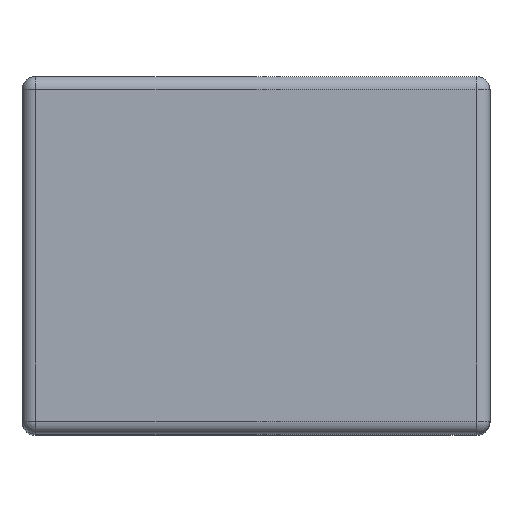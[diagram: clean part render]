
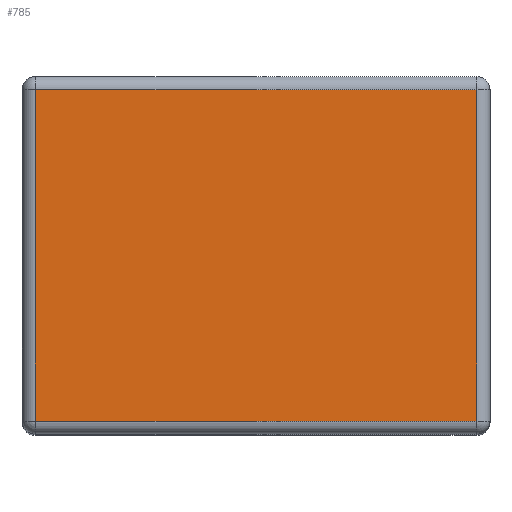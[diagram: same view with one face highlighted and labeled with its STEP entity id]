
A CAD part, top view. The second image highlights one B-rep face of the part: STEP entity #785.
In plain terms, the highlighted planar face has unit normal (0, 0, 1).
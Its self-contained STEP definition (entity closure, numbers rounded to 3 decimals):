
#288 = VERTEX_POINT('',#289);
#289 = CARTESIAN_POINT('',(3.4,-2.55,11.5));
#428 = EDGE_CURVE('',#429,#288,#431,.T.);
#429 = VERTEX_POINT('',#430);
#430 = CARTESIAN_POINT('',(-3.4,-2.55,11.5));
#431 = LINE('',#432,#433);
#432 = CARTESIAN_POINT('',(-3.4,-2.55,11.5));
#433 = VECTOR('',#434,1.);
#434 = DIRECTION('',(1.,0.,0.));
#625 = VERTEX_POINT('',#626);
#626 = CARTESIAN_POINT('',(3.4,2.55,11.5));
#633 = EDGE_CURVE('',#288,#625,#634,.T.);
#634 = LINE('',#635,#636);
#635 = CARTESIAN_POINT('',(3.4,-2.55,11.5));
#636 = VECTOR('',#637,1.);
#637 = DIRECTION('',(0.,1.,0.));
#785 = ADVANCED_FACE('',(#786),#804,.T.);
#786 = FACE_BOUND('',#787,.T.);
#787 = EDGE_LOOP('',(#788,#796,#797,#798));
#788 = ORIENTED_EDGE('',*,*,#789,.F.);
#789 = EDGE_CURVE('',#429,#790,#792,.T.);
#790 = VERTEX_POINT('',#791);
#791 = CARTESIAN_POINT('',(-3.4,2.55,11.5));
#792 = LINE('',#793,#794);
#793 = CARTESIAN_POINT('',(-3.4,-2.55,11.5));
#794 = VECTOR('',#795,1.);
#795 = DIRECTION('',(0.,1.,0.));
#796 = ORIENTED_EDGE('',*,*,#428,.T.);
#797 = ORIENTED_EDGE('',*,*,#633,.T.);
#798 = ORIENTED_EDGE('',*,*,#799,.F.);
#799 = EDGE_CURVE('',#790,#625,#800,.T.);
#800 = LINE('',#801,#802);
#801 = CARTESIAN_POINT('',(-3.4,2.55,11.5));
#802 = VECTOR('',#803,1.);
#803 = DIRECTION('',(1.,0.,0.));
#804 = PLANE('',#805);
#805 = AXIS2_PLACEMENT_3D('',#806,#807,#808);
#806 = CARTESIAN_POINT('',(-3.4,-2.55,11.5));
#807 = DIRECTION('',(0.,0.,1.));
#808 = DIRECTION('',(1.,0.,0.));
